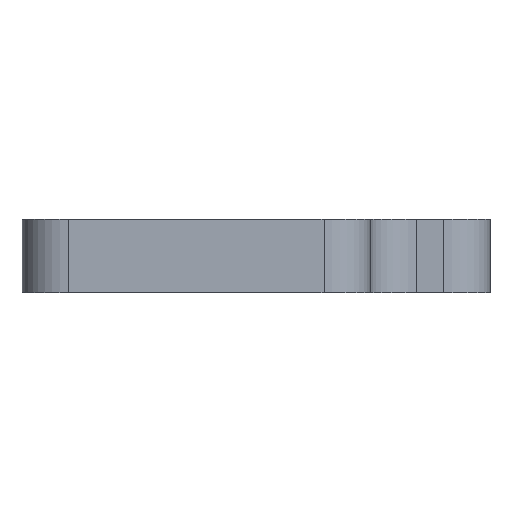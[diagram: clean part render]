
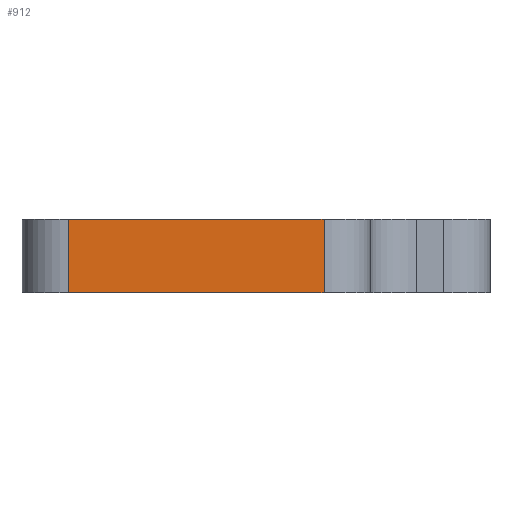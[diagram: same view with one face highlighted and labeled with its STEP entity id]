
A CAD part, front view. The second image highlights one B-rep face of the part: STEP entity #912.
In plain terms, the highlighted planar face has unit normal (0, -1, 0).
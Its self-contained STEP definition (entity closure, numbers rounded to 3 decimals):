
#37=PLANE('',#1001);
#68=FACE_OUTER_BOUND('',#126,.T.);
#126=EDGE_LOOP('',(#677,#678,#679,#680));
#191=LINE('',#1407,#271);
#207=LINE('',#1464,#287);
#208=LINE('',#1467,#288);
#209=LINE('',#1468,#289);
#271=VECTOR('',#1109,10.);
#287=VECTOR('',#1165,10.);
#288=VECTOR('',#1168,10.);
#289=VECTOR('',#1169,10.);
#412=VERTEX_POINT('',#1404);
#413=VERTEX_POINT('',#1406);
#433=VERTEX_POINT('',#1460);
#435=VERTEX_POINT('',#1466);
#501=EDGE_CURVE('',#412,#413,#191,.T.);
#530=EDGE_CURVE('',#413,#433,#207,.T.);
#531=EDGE_CURVE('',#435,#412,#208,.T.);
#532=EDGE_CURVE('',#433,#435,#209,.T.);
#677=ORIENTED_EDGE('',*,*,#530,.F.);
#678=ORIENTED_EDGE('',*,*,#501,.F.);
#679=ORIENTED_EDGE('',*,*,#531,.F.);
#680=ORIENTED_EDGE('',*,*,#532,.F.);
#912=ADVANCED_FACE('',(#68),#37,.T.);
#1001=AXIS2_PLACEMENT_3D('',#1465,#1166,#1167);
#1109=DIRECTION('',(-1.,0.,0.));
#1165=DIRECTION('',(0.,0.,1.));
#1166=DIRECTION('center_axis',(0.,-1.,0.));
#1167=DIRECTION('ref_axis',(1.,0.,0.));
#1168=DIRECTION('',(0.,0.,-1.));
#1169=DIRECTION('',(1.,0.,0.));
#1404=CARTESIAN_POINT('',(-35.25,178.29,53.7));
#1406=CARTESIAN_POINT('',(-63.,178.29,53.7));
#1407=CARTESIAN_POINT('',(-30.25,178.29,53.7));
#1460=CARTESIAN_POINT('',(-63.,178.29,61.7));
#1464=CARTESIAN_POINT('',(-63.,178.29,53.7));
#1465=CARTESIAN_POINT('Origin',(-68.,178.29,53.7));
#1466=CARTESIAN_POINT('',(-35.25,178.29,61.7));
#1467=CARTESIAN_POINT('',(-35.25,178.29,53.7));
#1468=CARTESIAN_POINT('',(-30.25,178.29,61.7));
